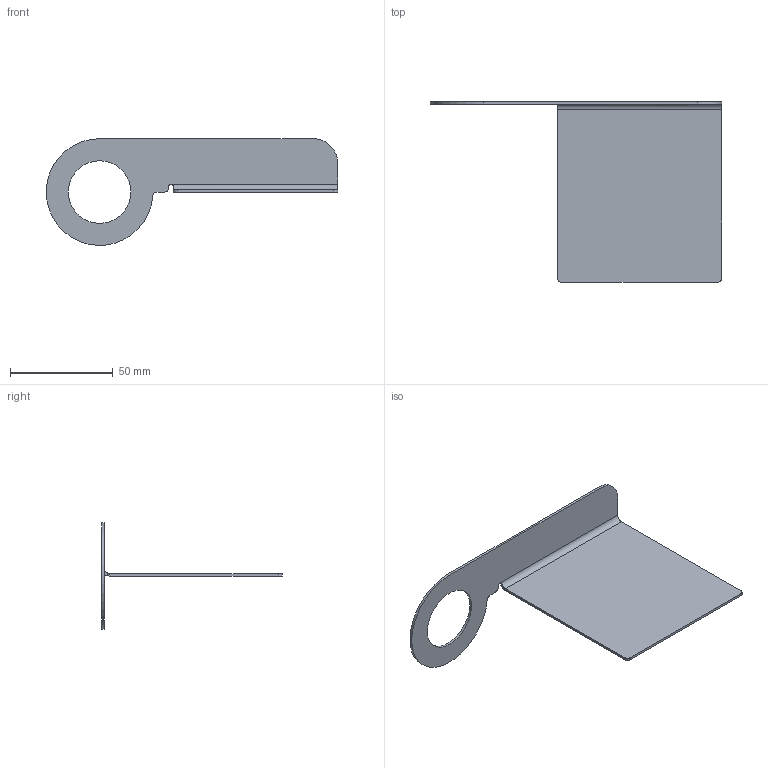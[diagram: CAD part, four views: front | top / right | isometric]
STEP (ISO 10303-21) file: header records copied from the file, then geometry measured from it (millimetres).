
FILE_DESCRIPTION((''),'2;1');
FILE_NAME('185532_ASM','2015-01-12T',('pdmadmin'),(''),'PRO/ENGINEER BY PARAMETRIC TECHNOLOGY CORPORATION, 2013230','PRO/ENGINEER BY PARAMETRIC TECHNOLOGY CORPORATION, 2013230','');
FILE_SCHEMA(('CONFIG_CONTROL_DESIGN'));
Length unit declared in the file: millimetre
Products named in the file (2): 185533; 185532_ASM
Assembly tree (1 placements, depth 2):
  185532_ASM
    185533
Bounding box: 141.99 x 88 x 51.97 mm (x, y, z)
Volume: 12802.7 mm3; surface area: 22098.2 mm2
Topology: 1 solids, 1 shells, 435 faces, 1227 edges, 816 vertices
Faces by surface type: plane 423, cylinder 11, bspline 1
Entity records: 13888 total; most frequent: CARTESIAN_POINT 2528, ORIENTED_EDGE 2454, DIRECTION 2123, EDGE_CURVE 1227, VECTOR 1201, LINE 1201, VERTEX_POINT 816, AXIS2_PLACEMENT_3D 461
